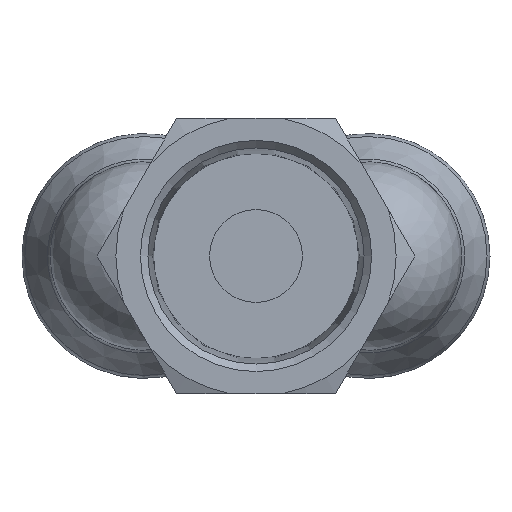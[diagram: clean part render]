
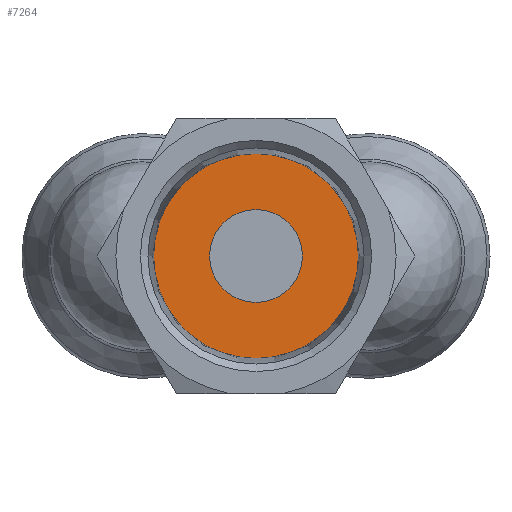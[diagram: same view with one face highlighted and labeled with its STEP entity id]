
A CAD part, front view. The second image highlights one B-rep face of the part: STEP entity #7264.
In plain terms, the highlighted face is planar.
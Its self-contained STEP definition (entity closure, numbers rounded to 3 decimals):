
#7097=CARTESIAN_POINT('',(-15.1,7.069,0.0));
#7098=VERTEX_POINT('',#7097);
#7099=CARTESIAN_POINT('',(-15.1,0.0,0.0));
#7100=DIRECTION('',(-1.0,0.0,0.0));
#7101=DIRECTION('',(0.0,1.0,0.0));
#7102=AXIS2_PLACEMENT_3D('',#7099,#7100,#7101);
#7103=CIRCLE('',#7102,7.069);
#7104=EDGE_CURVE('',#7098,#7098,#7103,.T.);
#7241=CARTESIAN_POINT('',(-15.1,3.2,0.0));
#7242=VERTEX_POINT('',#7241);
#7243=CARTESIAN_POINT('',(-15.1,0.0,0.0));
#7244=DIRECTION('',(-1.0,0.0,0.0));
#7245=DIRECTION('',(0.0,1.0,0.0));
#7246=AXIS2_PLACEMENT_3D('',#7243,#7244,#7245);
#7247=CIRCLE('',#7246,3.2);
#7248=EDGE_CURVE('',#7242,#7242,#7247,.T.);
#7253=CARTESIAN_POINT('',(-15.1,5.135,0.0));
#7254=DIRECTION('',(1.0,0.0,0.0));
#7255=DIRECTION('',(0.0,0.0,-1.0));
#7256=AXIS2_PLACEMENT_3D('',#7253,#7254,#7255);
#7257=PLANE('',#7256);
#7258=ORIENTED_EDGE('',*,*,#7104,.T.);
#7259=EDGE_LOOP('',(#7258));
#7260=FACE_OUTER_BOUND('',#7259,.T.);
#7261=ORIENTED_EDGE('',*,*,#7248,.F.);
#7262=EDGE_LOOP('',(#7261));
#7263=FACE_BOUND('',#7262,.T.);
#7264=ADVANCED_FACE('',(#7260,#7263),#7257,.F.);
